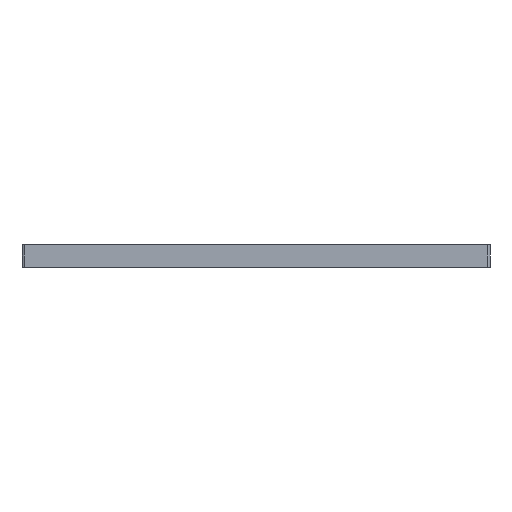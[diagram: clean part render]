
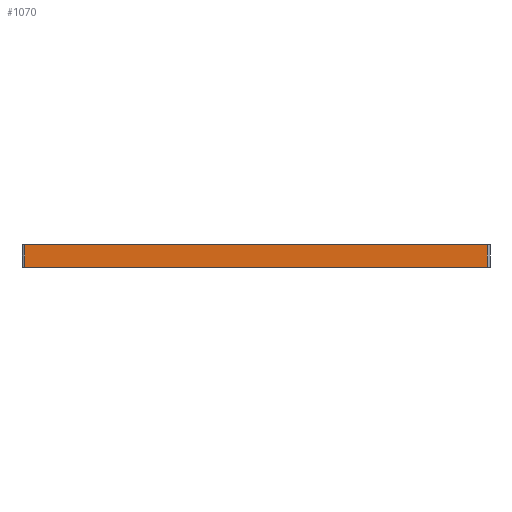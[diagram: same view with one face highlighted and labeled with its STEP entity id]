
A CAD part, front view. The second image highlights one B-rep face of the part: STEP entity #1070.
In plain terms, the highlighted planar face has unit normal (0, -1, 0).
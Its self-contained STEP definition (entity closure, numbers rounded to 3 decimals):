
#41=PLANE('',#1177);
#94=FACE_OUTER_BOUND('',#152,.T.);
#152=EDGE_LOOP('',(#902,#903,#904,#905));
#180=LINE('',#1546,#288);
#256=LINE('',#1772,#364);
#258=LINE('',#1778,#366);
#259=LINE('',#1779,#367);
#288=VECTOR('',#1224,10.);
#364=VECTOR('',#1450,10.);
#366=VECTOR('',#1456,10.);
#367=VECTOR('',#1457,10.);
#450=VERTEX_POINT('',#1543);
#451=VERTEX_POINT('',#1545);
#526=VERTEX_POINT('',#1771);
#528=VERTEX_POINT('',#1777);
#555=EDGE_CURVE('',#450,#451,#180,.T.);
#668=EDGE_CURVE('',#451,#526,#256,.T.);
#671=EDGE_CURVE('',#528,#450,#258,.T.);
#672=EDGE_CURVE('',#526,#528,#259,.T.);
#902=ORIENTED_EDGE('',*,*,#668,.F.);
#903=ORIENTED_EDGE('',*,*,#555,.F.);
#904=ORIENTED_EDGE('',*,*,#671,.F.);
#905=ORIENTED_EDGE('',*,*,#672,.F.);
#1070=ADVANCED_FACE('',(#94),#41,.T.);
#1177=AXIS2_PLACEMENT_3D('',#1776,#1454,#1455);
#1224=DIRECTION('',(1.,0.,0.));
#1450=DIRECTION('',(0.,0.,-1.));
#1454=DIRECTION('center_axis',(0.,-1.,0.));
#1455=DIRECTION('ref_axis',(1.,0.,0.));
#1456=DIRECTION('',(0.,0.,1.));
#1457=DIRECTION('',(-1.,0.,0.));
#1543=CARTESIAN_POINT('',(-173.,-315.,17.));
#1545=CARTESIAN_POINT('',(173.,-315.,17.));
#1546=CARTESIAN_POINT('',(175.,-315.,17.));
#1771=CARTESIAN_POINT('',(173.,-315.,0.));
#1772=CARTESIAN_POINT('',(173.,-315.,0.));
#1776=CARTESIAN_POINT('Origin',(-175.,-315.,0.));
#1777=CARTESIAN_POINT('',(-173.,-315.,0.));
#1778=CARTESIAN_POINT('',(-173.,-315.,0.));
#1779=CARTESIAN_POINT('',(175.,-315.,0.));
